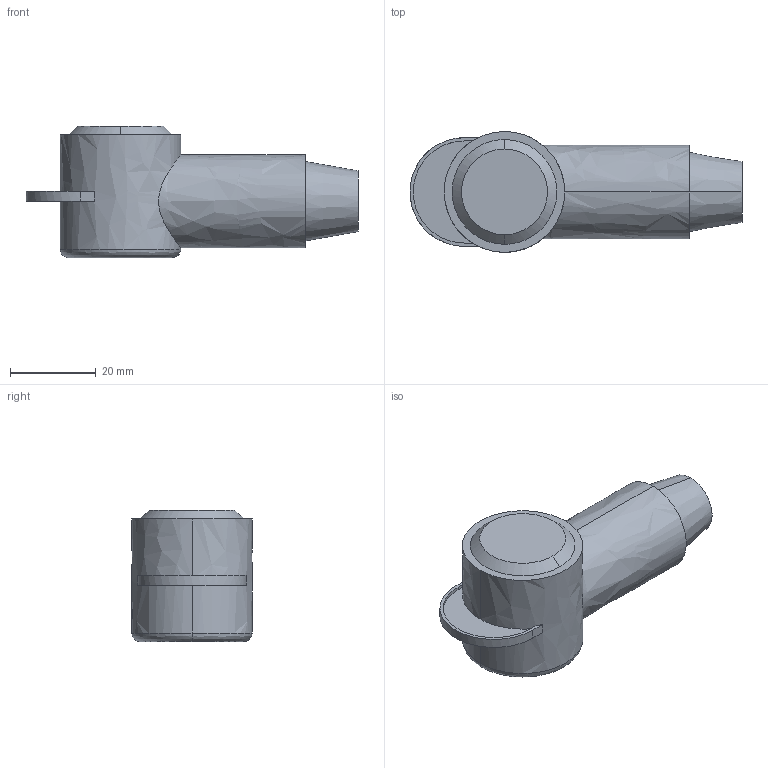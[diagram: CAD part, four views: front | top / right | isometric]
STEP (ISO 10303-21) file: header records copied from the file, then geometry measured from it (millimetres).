
FILE_DESCRIPTION (( 'STEP AP214' ), '1' );
FILE_NAME ('224N3.STEP', '2023-11-14T17:13:08', ( '' ), ( '' ), 'SwSTEP 2.0', 'SolidWorks 2023', '' );
FILE_SCHEMA (( 'AUTOMOTIVE_DESIGN' ));
Length unit declared in the file: inch
Products named in the file (1): 224N3
Bounding box: 77.65 x 28.14 x 30.73 mm (x, y, z)
Volume: 10220.5 mm3; surface area: 10986.1 mm2
Topology: 1 solids, 1 shells, 39 faces, 102 edges, 67 vertices
Faces by surface type: bspline 34, cone 4, plane 1
Entity records: 1919 total; most frequent: CARTESIAN_POINT 1277, ORIENTED_EDGE 204, EDGE_CURVE 102, VERTEX_POINT 67, B_SPLINE_CURVE_WITH_KNOTS 48, EDGE_LOOP 43, FACE_OUTER_BOUND 39, ADVANCED_FACE 39
